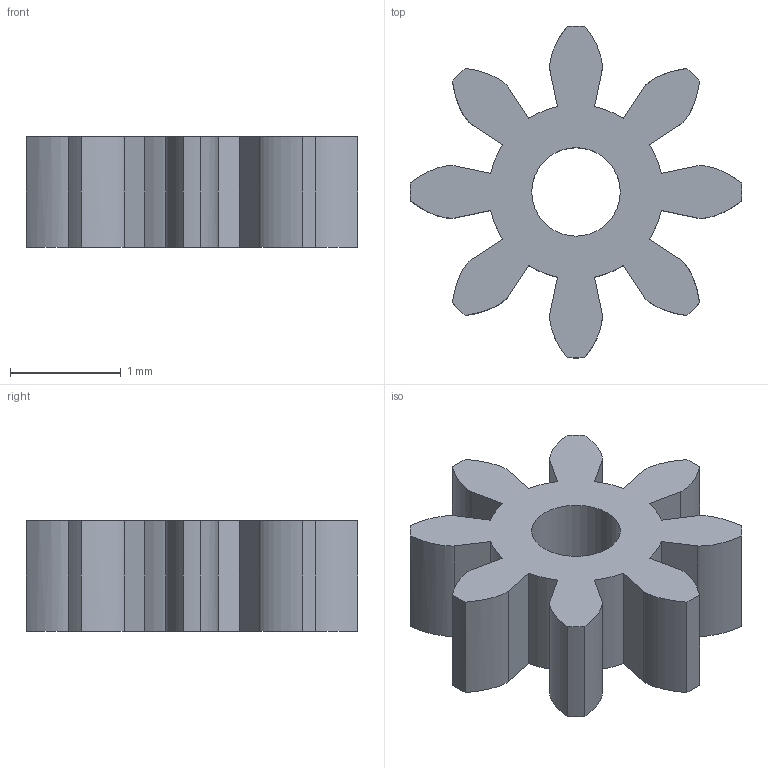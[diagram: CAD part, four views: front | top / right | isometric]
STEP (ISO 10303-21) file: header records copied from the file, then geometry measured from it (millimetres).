
FILE_DESCRIPTION(/* description */ (''),/* implementation_level */ '2;1');
FILE_NAME(/* name */ '8.stp',/* time_stamp */ '2017-08-30T09:50:57+09:00',/* author */ (''),/* organization */ (''),/* preprocessor_version */ 'ST-DEVELOPER v16.13',/* originating_system */ 'Autodesk Translation Framework v6.1.1.50',/* authorisation */ '');
FILE_SCHEMA (('AUTOMOTIVE_DESIGN { 1 0 10303 214 3 1 1 }'));
Length unit declared in the file: millimetre
Products named in the file (1): Spur Gear (8 teeth)
Bounding box: 3 x 3 x 1 mm (x, y, z)
Volume: 3.7 mm3; surface area: 25.8 mm2
Topology: 1 solids, 1 shells, 51 faces, 147 edges, 98 vertices
Faces by surface type: plane 18, cylinder 17, bspline 16
Full cylindrical faces by diameter (mm): 0.8 x1
Entity records: 6295 total; most frequent: CARTESIAN_POINT 5048, ORIENTED_EDGE 292, DIRECTION 220, EDGE_CURVE 146, VERTEX_POINT 98, LINE 80, VECTOR 80, AXIS2_PLACEMENT_3D 70
